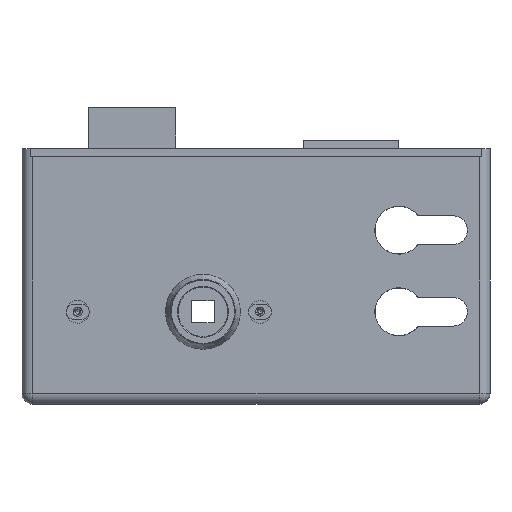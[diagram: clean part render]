
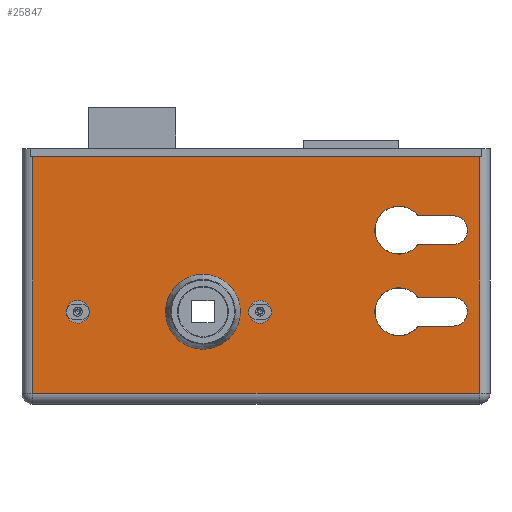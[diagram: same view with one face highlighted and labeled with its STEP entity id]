
A CAD part, left-side view. The second image highlights one B-rep face of the part: STEP entity #25847.
In plain terms, the highlighted planar face has unit normal (-1, 0, 0).
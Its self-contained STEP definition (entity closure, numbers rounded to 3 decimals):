
#99 = CARTESIAN_POINT ( 'NONE',  ( -15., -1.5, -60. ) ) ;
#292 = EDGE_CURVE ( 'NONE', #13827, #3609, #1043, .T. ) ;
#399 = CIRCLE ( 'NONE', #10373, 8.8 ) ;
#450 = EDGE_CURVE ( 'NONE', #8042, #19225, #20671, .T. ) ;
#840 = LINE ( 'NONE', #8791, #24983 ) ;
#897 = DIRECTION ( 'NONE',  ( 0., -1., 0. ) ) ;
#1029 = DIRECTION ( 'NONE',  ( 0., 1., 0. ) ) ;
#1043 = LINE ( 'NONE', #5025, #18409 ) ;
#1302 = EDGE_CURVE ( 'NONE', #3609, #14409, #20309, .T. ) ;
#1470 = VECTOR ( 'NONE', #5762, 1000. ) ;
#1566 = DIRECTION ( 'NONE',  ( 0., 1., 0. ) ) ;
#1621 = EDGE_LOOP ( 'NONE', ( #19012, #11752, #12169, #18769 ) ) ;
#1873 = EDGE_CURVE ( 'NONE', #17572, #8406, #13473, .T. ) ;
#1968 = VECTOR ( 'NONE', #2159, 1000. ) ;
#2159 = DIRECTION ( 'NONE',  ( 0., 0., 1. ) ) ;
#2406 = CARTESIAN_POINT ( 'NONE',  ( -15., 82., -90. ) ) ;
#2597 = VERTEX_POINT ( 'NONE', #4941 ) ;
#2717 = AXIS2_PLACEMENT_3D ( 'NONE', #7149, #17740, #1029 ) ;
#2767 = VERTEX_POINT ( 'NONE', #11212 ) ;
#2783 = AXIS2_PLACEMENT_3D ( 'NONE', #26203, #5517, #1566 ) ;
#2919 = CIRCLE ( 'NONE', #2783, 5.25 ) ;
#2972 = CARTESIAN_POINT ( 'NONE',  ( -15., 30.5, -60. ) ) ;
#3278 = FACE_BOUND ( 'NONE', #11666, .T. ) ;
#3382 = AXIS2_PLACEMENT_3D ( 'NONE', #99, #16576, #12494 ) ;
#3609 = VERTEX_POINT ( 'NONE', #17382 ) ;
#3938 = FACE_OUTER_BOUND ( 'NONE', #5225, .T. ) ;
#4920 = PLANE ( 'NONE',  #13442 ) ;
#4941 = CARTESIAN_POINT ( 'NONE',  ( -15., 61.375, -60. ) ) ;
#5025 = CARTESIAN_POINT ( 'NONE',  ( -15., -72.45, -54.75 ) ) ;
#5118 = CARTESIAN_POINT ( 'NONE',  ( -15., -86., -90. ) ) ;
#5211 = FACE_BOUND ( 'NONE', #8548, .T. ) ;
#5225 = EDGE_LOOP ( 'NONE', ( #5477, #25828, #18391, #9815 ) ) ;
#5477 = ORIENTED_EDGE ( 'NONE', *, *, #450, .T. ) ;
#5517 = DIRECTION ( 'NONE',  ( 1., 0., 0. ) ) ;
#5762 = DIRECTION ( 'NONE',  ( 0., 0., -1. ) ) ;
#6813 = AXIS2_PLACEMENT_3D ( 'NONE', #12057, #22568, #26524 ) ;
#6838 = DIRECTION ( 'NONE',  ( -1., 0., 0. ) ) ;
#7122 = CARTESIAN_POINT ( 'NONE',  ( -15., -72.45, -65.25 ) ) ;
#7149 = CARTESIAN_POINT ( 'NONE',  ( -15., 19.5, -60. ) ) ;
#7262 = EDGE_CURVE ( 'NONE', #14409, #14581, #16516, .T. ) ;
#7466 = VECTOR ( 'NONE', #13566, 1000. ) ;
#7618 = EDGE_CURVE ( 'NONE', #14581, #13827, #399, .T. ) ;
#8042 = VERTEX_POINT ( 'NONE', #2406 ) ;
#8240 = LINE ( 'NONE', #22047, #1470 ) ;
#8406 = VERTEX_POINT ( 'NONE', #19340 ) ;
#8548 = EDGE_LOOP ( 'NONE', ( #13175 ) ) ;
#8791 = CARTESIAN_POINT ( 'NONE',  ( -15., -72.45, -24.75 ) ) ;
#9815 = ORIENTED_EDGE ( 'NONE', *, *, #13354, .T. ) ;
#10065 = FACE_BOUND ( 'NONE', #1621, .T. ) ;
#10171 = CARTESIAN_POINT ( 'NONE',  ( -15., -82., -94. ) ) ;
#10305 = DIRECTION ( 'NONE',  ( 0., 1., 0. ) ) ;
#10373 = AXIS2_PLACEMENT_3D ( 'NONE', #25094, #23008, #20862 ) ;
#10380 = ORIENTED_EDGE ( 'NONE', *, *, #1302, .T. ) ;
#10983 = DIRECTION ( 'NONE',  ( 0., -1., 0. ) ) ;
#11212 = CARTESIAN_POINT ( 'NONE',  ( -15., 82., 0. ) ) ;
#11666 = EDGE_LOOP ( 'NONE', ( #24410 ) ) ;
#11752 = ORIENTED_EDGE ( 'NONE', *, *, #19317, .T. ) ;
#11853 = CIRCLE ( 'NONE', #2717, 11. ) ;
#12057 = CARTESIAN_POINT ( 'NONE',  ( -15., -72.45, -60. ) ) ;
#12169 = ORIENTED_EDGE ( 'NONE', *, *, #1873, .T. ) ;
#12494 = DIRECTION ( 'NONE',  ( 0., -1., 0. ) ) ;
#12873 = AXIS2_PLACEMENT_3D ( 'NONE', #26456, #24411, #17927 ) ;
#12909 = DIRECTION ( 'NONE',  ( 0., -1., 0. ) ) ;
#13175 = ORIENTED_EDGE ( 'NONE', *, *, #14588, .T. ) ;
#13201 = ORIENTED_EDGE ( 'NONE', *, *, #15376, .T. ) ;
#13321 = ORIENTED_EDGE ( 'NONE', *, *, #7262, .T. ) ;
#13354 = EDGE_CURVE ( 'NONE', #2767, #8042, #8240, .T. ) ;
#13442 = AXIS2_PLACEMENT_3D ( 'NONE', #17096, #6838, #897 ) ;
#13473 = CIRCLE ( 'NONE', #13892, 8.8 ) ;
#13566 = DIRECTION ( 'NONE',  ( 0., -1., 0. ) ) ;
#13827 = VERTEX_POINT ( 'NONE', #17657 ) ;
#13892 = AXIS2_PLACEMENT_3D ( 'NONE', #18233, #20404, #10305 ) ;
#13980 = CARTESIAN_POINT ( 'NONE',  ( -15., -72.45, -24.75 ) ) ;
#14241 = FACE_BOUND ( 'NONE', #23101, .T. ) ;
#14253 = LINE ( 'NONE', #23690, #20688 ) ;
#14409 = VERTEX_POINT ( 'NONE', #7122 ) ;
#14499 = VERTEX_POINT ( 'NONE', #17211 ) ;
#14503 = VERTEX_POINT ( 'NONE', #26250 ) ;
#14581 = VERTEX_POINT ( 'NONE', #16830 ) ;
#14588 = EDGE_CURVE ( 'NONE', #14499, #14499, #18330, .T. ) ;
#15376 = EDGE_CURVE ( 'NONE', #24818, #24818, #11853, .T. ) ;
#15679 = EDGE_CURVE ( 'NONE', #2597, #2597, #21490, .T. ) ;
#15682 = CARTESIAN_POINT ( 'NONE',  ( -15., -59.562, -65.25 ) ) ;
#16516 = LINE ( 'NONE', #15682, #25813 ) ;
#16576 = DIRECTION ( 'NONE',  ( 1., 0., 0. ) ) ;
#16814 = CARTESIAN_POINT ( 'NONE',  ( -15., -59.562, -35.25 ) ) ;
#16830 = CARTESIAN_POINT ( 'NONE',  ( -15., -59.562, -65.25 ) ) ;
#17005 = ORIENTED_EDGE ( 'NONE', *, *, #292, .T. ) ;
#17096 = CARTESIAN_POINT ( 'NONE',  ( -15., 86., -94. ) ) ;
#17211 = CARTESIAN_POINT ( 'NONE',  ( -15., -5.625, -60. ) ) ;
#17382 = CARTESIAN_POINT ( 'NONE',  ( -15., -72.45, -54.75 ) ) ;
#17512 = EDGE_CURVE ( 'NONE', #8406, #24842, #840, .T. ) ;
#17572 = VERTEX_POINT ( 'NONE', #16814 ) ;
#17657 = CARTESIAN_POINT ( 'NONE',  ( -15., -59.562, -54.75 ) ) ;
#17740 = DIRECTION ( 'NONE',  ( 1., 0., 0. ) ) ;
#17927 = DIRECTION ( 'NONE',  ( 0., -1., 0. ) ) ;
#18233 = CARTESIAN_POINT ( 'NONE',  ( -15., -52.5, -30. ) ) ;
#18271 = CARTESIAN_POINT ( 'NONE',  ( -15., -82., 0. ) ) ;
#18330 = CIRCLE ( 'NONE', #3382, 4.125 ) ;
#18391 = ORIENTED_EDGE ( 'NONE', *, *, #19876, .F. ) ;
#18409 = VECTOR ( 'NONE', #10983, 1000. ) ;
#18769 = ORIENTED_EDGE ( 'NONE', *, *, #17512, .T. ) ;
#19012 = ORIENTED_EDGE ( 'NONE', *, *, #26360, .T. ) ;
#19225 = VERTEX_POINT ( 'NONE', #25671 ) ;
#19317 = EDGE_CURVE ( 'NONE', #14503, #17572, #14253, .T. ) ;
#19340 = CARTESIAN_POINT ( 'NONE',  ( -15., -59.562, -24.75 ) ) ;
#19876 = EDGE_CURVE ( 'NONE', #2767, #25462, #23212, .T. ) ;
#20084 = DIRECTION ( 'NONE',  ( 0., -1., 0. ) ) ;
#20112 = EDGE_CURVE ( 'NONE', #19225, #25462, #23191, .T. ) ;
#20309 = CIRCLE ( 'NONE', #6813, 5.25 ) ;
#20338 = ORIENTED_EDGE ( 'NONE', *, *, #7618, .T. ) ;
#20404 = DIRECTION ( 'NONE',  ( 1., 0., 0. ) ) ;
#20671 = LINE ( 'NONE', #5118, #25807 ) ;
#20688 = VECTOR ( 'NONE', #23505, 1000. ) ;
#20725 = EDGE_LOOP ( 'NONE', ( #13201 ) ) ;
#20862 = DIRECTION ( 'NONE',  ( 0., 1., 0. ) ) ;
#21490 = CIRCLE ( 'NONE', #12873, 4.125 ) ;
#21591 = CARTESIAN_POINT ( 'NONE',  ( -15., 86., 0. ) ) ;
#22047 = CARTESIAN_POINT ( 'NONE',  ( -15., 82., -94. ) ) ;
#22568 = DIRECTION ( 'NONE',  ( 1., 0., 0. ) ) ;
#23008 = DIRECTION ( 'NONE',  ( 1., 0., 0. ) ) ;
#23101 = EDGE_LOOP ( 'NONE', ( #10380, #13321, #20338, #17005 ) ) ;
#23191 = LINE ( 'NONE', #10171, #1968 ) ;
#23212 = LINE ( 'NONE', #21591, #7466 ) ;
#23505 = DIRECTION ( 'NONE',  ( 0., 1., 0. ) ) ;
#23690 = CARTESIAN_POINT ( 'NONE',  ( -15., -59.562, -35.25 ) ) ;
#23886 = FACE_BOUND ( 'NONE', #20725, .T. ) ;
#24410 = ORIENTED_EDGE ( 'NONE', *, *, #15679, .T. ) ;
#24411 = DIRECTION ( 'NONE',  ( 1., 0., 0. ) ) ;
#24818 = VERTEX_POINT ( 'NONE', #2972 ) ;
#24842 = VERTEX_POINT ( 'NONE', #13980 ) ;
#24983 = VECTOR ( 'NONE', #12909, 1000. ) ;
#25094 = CARTESIAN_POINT ( 'NONE',  ( -15., -52.5, -60. ) ) ;
#25462 = VERTEX_POINT ( 'NONE', #18271 ) ;
#25671 = CARTESIAN_POINT ( 'NONE',  ( -15., -82., -90. ) ) ;
#25807 = VECTOR ( 'NONE', #20084, 1000. ) ;
#25813 = VECTOR ( 'NONE', #26434, 1000. ) ;
#25828 = ORIENTED_EDGE ( 'NONE', *, *, #20112, .T. ) ;
#25847 = ADVANCED_FACE ( 'NONE', ( #5211, #3278, #14241, #10065, #23886, #3938 ), #4920, .T. ) ;
#26203 = CARTESIAN_POINT ( 'NONE',  ( -15., -72.45, -30. ) ) ;
#26250 = CARTESIAN_POINT ( 'NONE',  ( -15., -72.45, -35.25 ) ) ;
#26360 = EDGE_CURVE ( 'NONE', #24842, #14503, #2919, .T. ) ;
#26434 = DIRECTION ( 'NONE',  ( 0., 1., 0. ) ) ;
#26456 = CARTESIAN_POINT ( 'NONE',  ( -15., 65.5, -60. ) ) ;
#26524 = DIRECTION ( 'NONE',  ( 0., 1., 0. ) ) ;
